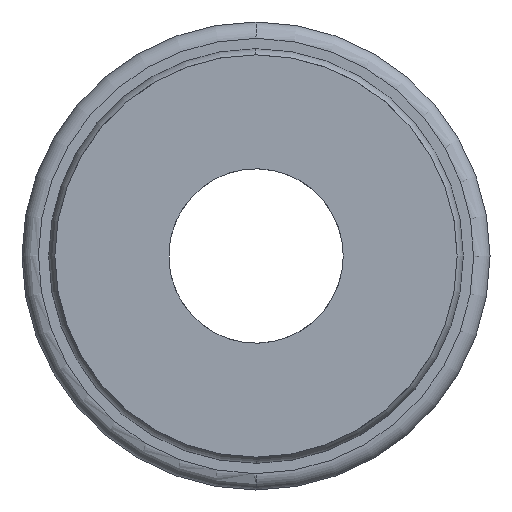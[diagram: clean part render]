
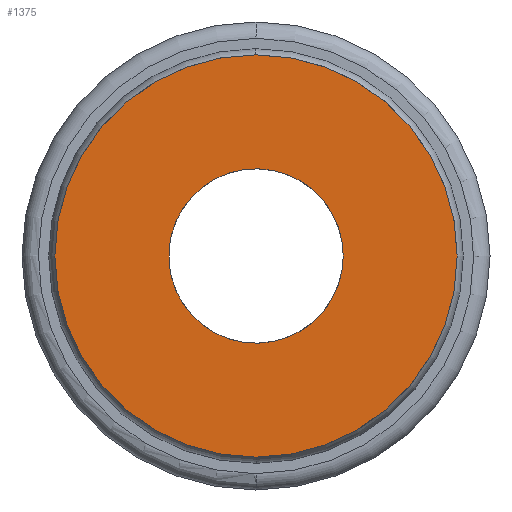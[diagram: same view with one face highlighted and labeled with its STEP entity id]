
A CAD part, left-side view. The second image highlights one B-rep face of the part: STEP entity #1375.
In plain terms, the highlighted planar face has unit normal (-1, 0, 0).
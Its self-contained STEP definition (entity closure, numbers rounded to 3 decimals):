
#462=CARTESIAN_POINT('',(-9.1,0.,0.));
#463=DIRECTION('',(-1.,0.,0.));
#464=DIRECTION('',(0.,-1.,0.));
#465=AXIS2_PLACEMENT_3D('',#462,#463,#464);
#467=CARTESIAN_POINT('',(-9.1,0.,0.));
#468=DIRECTION('',(-1.,0.,0.));
#469=DIRECTION('',(0.,1.,0.));
#470=AXIS2_PLACEMENT_3D('',#467,#468,#469);
#472=CARTESIAN_POINT('',(-9.1,0.,0.));
#473=DIRECTION('',(-1.,0.,0.));
#474=DIRECTION('',(0.,0.141,0.99));
#475=AXIS2_PLACEMENT_3D('',#472,#473,#474);
#477=CARTESIAN_POINT('',(-9.1,0.,0.));
#478=DIRECTION('',(1.,0.,0.));
#479=DIRECTION('',(0.,0.141,0.99));
#480=AXIS2_PLACEMENT_3D('',#477,#478,#479);
#677=CARTESIAN_POINT('',(-9.1,-4.9,0.));
#678=CARTESIAN_POINT('',(-9.1,4.9,0.));
#679=VERTEX_POINT('',#677);
#680=VERTEX_POINT('',#678);
#729=CARTESIAN_POINT('',(-9.1,0.3,-2.104));
#730=VERTEX_POINT('',#729);
#731=CARTESIAN_POINT('',(-9.1,0.3,2.104));
#732=VERTEX_POINT('',#731);
#1360=CARTESIAN_POINT('',(-9.1,0.,0.));
#1361=DIRECTION('',(1.,0.,0.));
#1362=DIRECTION('',(0.,0.,1.));
#1363=AXIS2_PLACEMENT_3D('',#1360,#1361,#1362);
#1364=PLANE('',#1363);
#1365=ORIENTED_EDGE('',*,*,#1332,.F.);
#1366=ORIENTED_EDGE('',*,*,#1302,.F.);
#1367=EDGE_LOOP('',(#1365,#1366));
#1368=FACE_OUTER_BOUND('',#1367,.F.);
#1370=ORIENTED_EDGE('',*,*,#1369,.F.);
#1372=ORIENTED_EDGE('',*,*,#1371,.T.);
#1373=EDGE_LOOP('',(#1370,#1372));
#1374=FACE_BOUND('',#1373,.F.);
#1375=ADVANCED_FACE('',(#1368,#1374),#1364,.F.);
#466=CIRCLE('',#465,4.9);
#471=CIRCLE('',#470,4.9);
#476=CIRCLE('',#475,2.125);
#481=CIRCLE('',#480,2.125);
#1302=EDGE_CURVE('',#680,#679,#471,.T.);
#1332=EDGE_CURVE('',#679,#680,#466,.T.);
#1369=EDGE_CURVE('',#732,#730,#481,.T.);
#1371=EDGE_CURVE('',#732,#730,#476,.T.);
